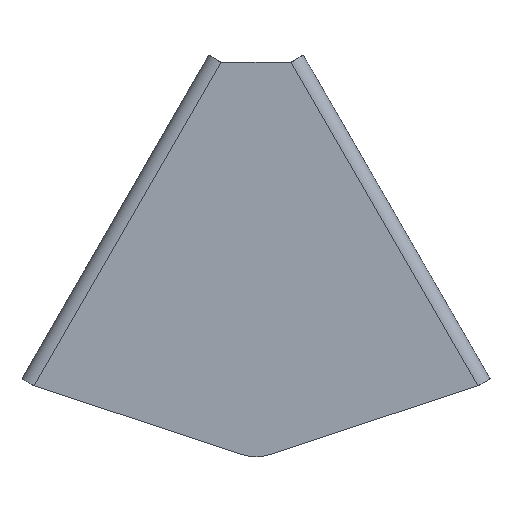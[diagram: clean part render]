
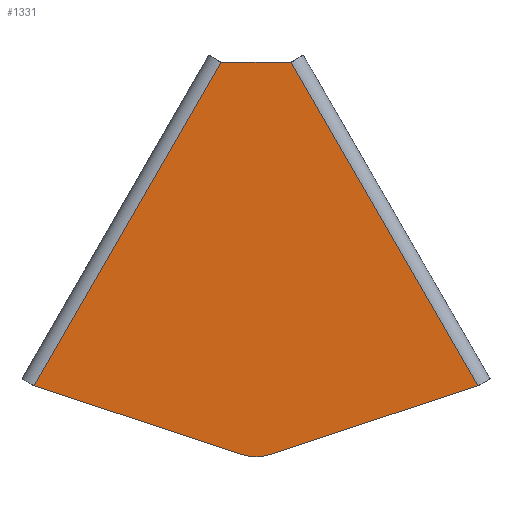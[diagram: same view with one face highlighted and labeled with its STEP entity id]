
A CAD part, front view. The second image highlights one B-rep face of the part: STEP entity #1331.
In plain terms, the highlighted planar face has unit normal (0, -1, 0).
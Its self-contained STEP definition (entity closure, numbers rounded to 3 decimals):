
#26 = CARTESIAN_POINT ( 'NONE',  ( -6.206, -17.239, -84.954 ) ) ;
#39 = VERTEX_POINT ( 'NONE', #1300 ) ;
#55 = CARTESIAN_POINT ( 'NONE',  ( 95.077, -17.239, -55.597 ) ) ;
#86 = PLANE ( 'NONE',  #483 ) ;
#90 = CARTESIAN_POINT ( 'NONE',  ( 75.817, -17.239, -22.238 ) ) ;
#98 = DIRECTION ( 'NONE',  ( 1., 0., 0. ) ) ;
#104 = CARTESIAN_POINT ( 'NONE',  ( -14.923, -17.239, 82.967 ) ) ;
#145 = LINE ( 'NONE', #26, #408 ) ;
#146 = LINE ( 'NONE', #1197, #728 ) ;
#149 = DIRECTION ( 'NONE',  ( -0.949, 0., 0.314 ) ) ;
#160 = DIRECTION ( 'NONE',  ( 0., 1., 0. ) ) ;
#172 = DIRECTION ( 'NONE',  ( -0.949, 0., -0.314 ) ) ;
#191 = CARTESIAN_POINT ( 'NONE',  ( 15.077, -17.239, 82.967 ) ) ;
#215 = AXIS2_PLACEMENT_3D ( 'NONE', #480, #160, #724 ) ;
#256 = ORIENTED_EDGE ( 'NONE', *, *, #1427, .F. ) ;
#285 = CIRCLE ( 'NONE', #215, 20. ) ;
#318 = CARTESIAN_POINT ( 'NONE',  ( -14.923, -17.239, 82.967 ) ) ;
#320 = VECTOR ( 'NONE', #172, 1000. ) ;
#332 = VERTEX_POINT ( 'NONE', #915 ) ;
#408 = VECTOR ( 'NONE', #149, 1000. ) ;
#458 = EDGE_CURVE ( 'NONE', #624, #39, #285, .T. ) ;
#480 = CARTESIAN_POINT ( 'NONE',  ( 0.077, -17.239, -65.967 ) ) ;
#481 = ORIENTED_EDGE ( 'NONE', *, *, #1212, .F. ) ;
#483 = AXIS2_PLACEMENT_3D ( 'NONE', #1422, #882, #762 ) ;
#498 = EDGE_CURVE ( 'NONE', #39, #332, #145, .T. ) ;
#540 = EDGE_LOOP ( 'NONE', ( #481, #1419, #256, #689, #1150, #1064 ) ) ;
#569 = VECTOR ( 'NONE', #1323, 1000. ) ;
#598 = VERTEX_POINT ( 'NONE', #191 ) ;
#604 = LINE ( 'NONE', #90, #569 ) ;
#623 = LINE ( 'NONE', #55, #320 ) ;
#624 = VERTEX_POINT ( 'NONE', #1411 ) ;
#679 = EDGE_CURVE ( 'NONE', #1023, #332, #146, .T. ) ;
#689 = ORIENTED_EDGE ( 'NONE', *, *, #679, .T. ) ;
#724 = DIRECTION ( 'NONE',  ( 0., 0., 1. ) ) ;
#726 = LINE ( 'NONE', #318, #1337 ) ;
#728 = VECTOR ( 'NONE', #1188, 1000. ) ;
#762 = DIRECTION ( 'NONE',  ( 0., 0., 1. ) ) ;
#882 = DIRECTION ( 'NONE',  ( 0., 1., 0. ) ) ;
#915 = CARTESIAN_POINT ( 'NONE',  ( -94.923, -17.239, -55.597 ) ) ;
#917 = VERTEX_POINT ( 'NONE', #1432 ) ;
#1023 = VERTEX_POINT ( 'NONE', #104 ) ;
#1063 = EDGE_CURVE ( 'NONE', #917, #598, #604, .T. ) ;
#1064 = ORIENTED_EDGE ( 'NONE', *, *, #458, .F. ) ;
#1150 = ORIENTED_EDGE ( 'NONE', *, *, #498, .F. ) ;
#1188 = DIRECTION ( 'NONE',  ( -0.5, 0., -0.866 ) ) ;
#1197 = CARTESIAN_POINT ( 'NONE',  ( -75.663, -17.239, -22.238 ) ) ;
#1212 = EDGE_CURVE ( 'NONE', #917, #624, #623, .T. ) ;
#1295 = FACE_OUTER_BOUND ( 'NONE', #540, .T. ) ;
#1300 = CARTESIAN_POINT ( 'NONE',  ( -6.206, -17.239, -84.954 ) ) ;
#1323 = DIRECTION ( 'NONE',  ( -0.5, 0., 0.866 ) ) ;
#1331 = ADVANCED_FACE ( 'NONE', ( #1295 ), #86, .F. ) ;
#1337 = VECTOR ( 'NONE', #98, 1000. ) ;
#1411 = CARTESIAN_POINT ( 'NONE',  ( 6.36, -17.239, -84.954 ) ) ;
#1419 = ORIENTED_EDGE ( 'NONE', *, *, #1063, .T. ) ;
#1422 = CARTESIAN_POINT ( 'NONE',  ( 0.077, -17.239, -65.967 ) ) ;
#1427 = EDGE_CURVE ( 'NONE', #1023, #598, #726, .T. ) ;
#1432 = CARTESIAN_POINT ( 'NONE',  ( 95.077, -17.239, -55.597 ) ) ;
